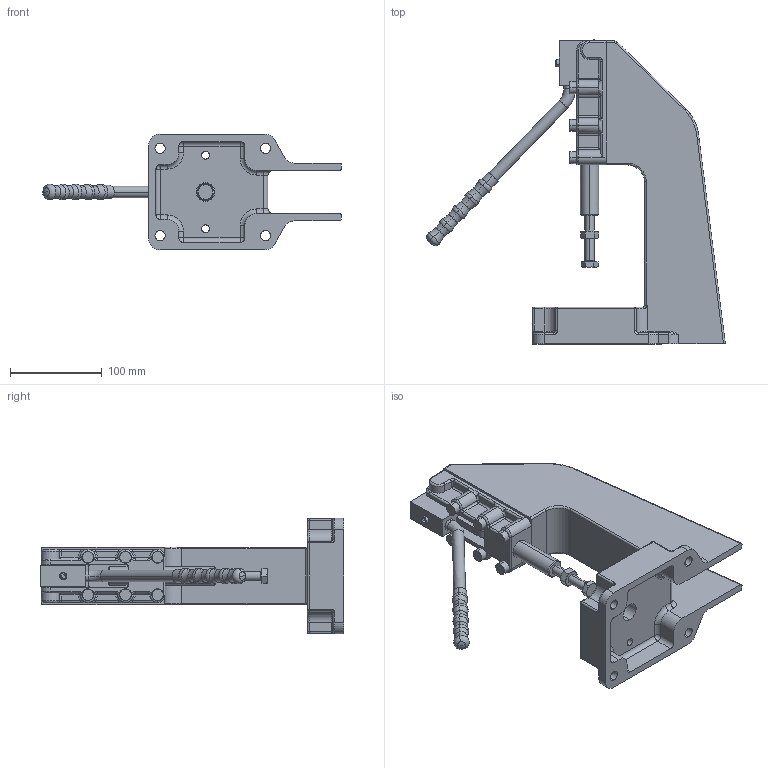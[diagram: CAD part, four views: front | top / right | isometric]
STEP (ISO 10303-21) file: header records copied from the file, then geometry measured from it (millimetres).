
FILE_DESCRIPTION (( 'STEP AP214' ), '1' );
FILE_NAME ('GH-31200PR(Â²¤Æ)-1.STEP', '2020-06-18T05:31:50', ( 'LinWei' ), ( '' ), 'SwSTEP 2.0', 'SolidWorks 2016', '' );
FILE_SCHEMA (( 'AUTOMOTIVE_DESIGN' ));
Length unit declared in the file: millimetre
Products named in the file (7): GH-31200MB(簡化)-1^GH-31200PR(簡化)-1; Group5^GH-31200PR(簡化)-1; Group4^GH-31200PR(簡化)-1; Group3^GH-31200PR(簡化)-1; Group2^GH-31200PR(簡化)-1; Group1^GH-31200PR(簡化)-1; GH-31200PR(簡化)-1
Assembly tree (6 placements, depth 2):
  GH-31200PR(簡化)-1
    Group1^GH-31200PR(簡化)-1
    Group2^GH-31200PR(簡化)-1
    Group3^GH-31200PR(簡化)-1
    Group4^GH-31200PR(簡化)-1
    Group5^GH-31200PR(簡化)-1
    GH-31200MB(簡化)-1^GH-31200PR(簡化)-1
Bounding box: 325.33 x 331.11 x 126 mm (x, y, z)
Volume: 1116822.4 mm3; surface area: 271486 mm2
Topology: 6 solids, 6 shells, 687 faces, 1671 edges, 970 vertices
Faces by surface type: cylinder 284, plane 160, torus 122, cone 61, sphere 30, bspline 30
Entity records: 31136 total; most frequent: CARTESIAN_POINT 13280, DIRECTION 3499, ORIENTED_EDGE 3242, EDGE_CURVE 1621, AXIS2_PLACEMENT_3D 1425, VERTEX_POINT 970, CIRCLE 759, EDGE_LOOP 745
